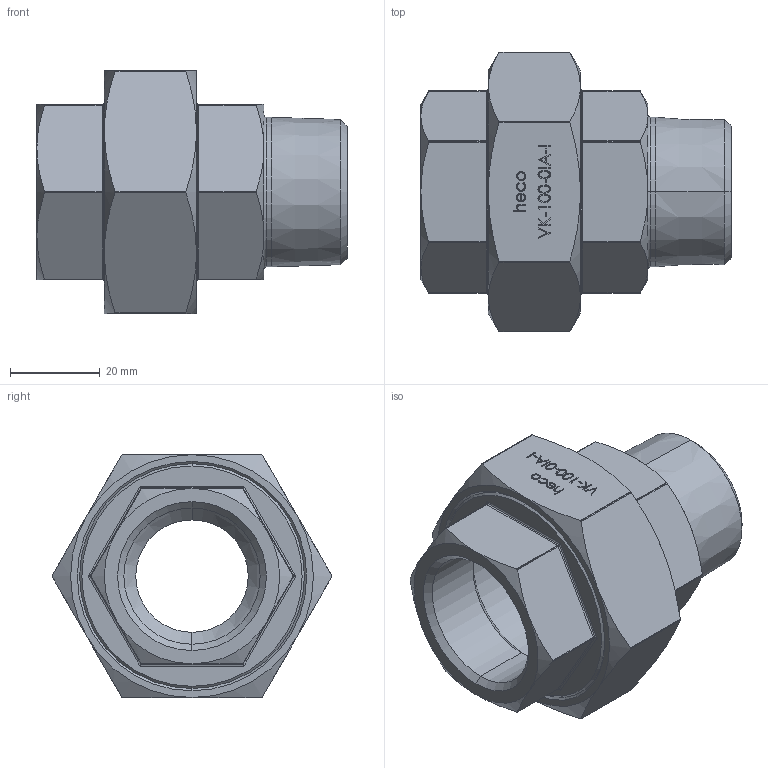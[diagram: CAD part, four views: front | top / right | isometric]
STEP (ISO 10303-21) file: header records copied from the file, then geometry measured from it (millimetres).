
FILE_DESCRIPTION (( 'STEP AP214' ), '1' );
FILE_NAME ('heco_VK-100-0IA-I.STEP', '2016-09-21T15:10:48', ( '' ), ( '' ), 'SwSTEP 2.0', 'SolidWorks 2016', '' );
FILE_SCHEMA (( 'AUTOMOTIVE_DESIGN' ));
Length unit declared in the file: millimetre
Products named in the file (1): heco_VK-100-0IA-I
Bounding box: 69 x 62.26 x 54.05 mm (x, y, z)
Volume: 55607.3 mm3; surface area: 19994 mm2
Topology: 1 solids, 1 shells, 309 faces, 766 edges, 476 vertices
Faces by surface type: plane 117, cylinder 74, bspline 74, cone 40, torus 4
Entity records: 14739 total; most frequent: CARTESIAN_POINT 6634, ORIENTED_EDGE 1508, DIRECTION 1010, EDGE_CURVE 754, VERTEX_POINT 476, VECTOR 386, LINE 386, EDGE_LOOP 340
